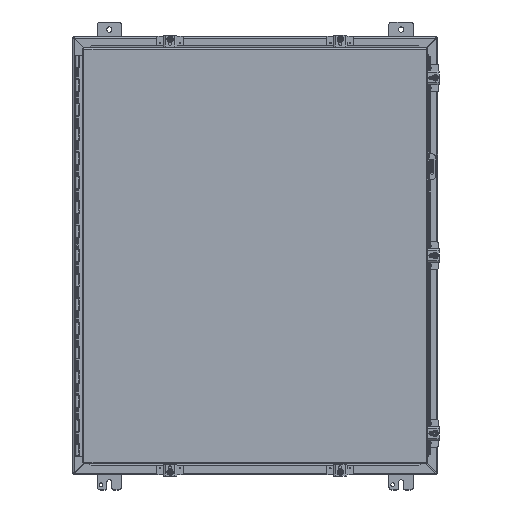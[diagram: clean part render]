
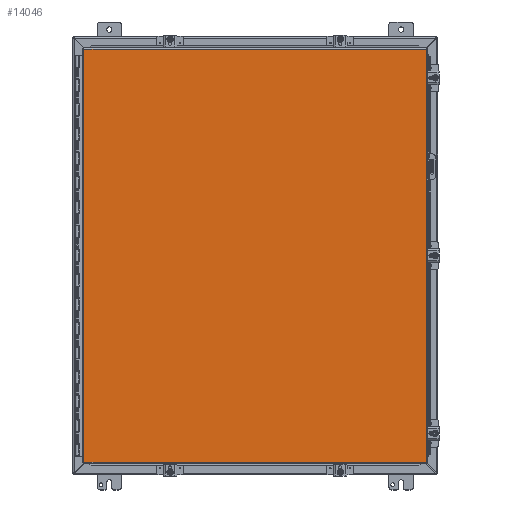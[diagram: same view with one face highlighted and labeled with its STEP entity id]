
A CAD part, top view. The second image highlights one B-rep face of the part: STEP entity #14046.
In plain terms, the highlighted face is planar.
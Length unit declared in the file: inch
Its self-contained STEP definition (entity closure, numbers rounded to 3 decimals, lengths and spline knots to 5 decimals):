
#1517=FACE_OUTER_BOUND('',#2293,.T.);
#2293=EDGE_LOOP('',(#10233,#10234,#10235,#10236));
#3290=LINE('',#21717,#4657);
#3296=LINE('',#21838,#4663);
#3306=LINE('',#21991,#4673);
#3309=LINE('',#22024,#4676);
#4657=VECTOR('',#17018,28.1645);
#4663=VECTOR('',#17032,28.1645);
#4673=VECTOR('',#17054,33.977);
#4676=VECTOR('',#17063,33.977);
#5948=VERTEX_POINT('',#21708);
#5949=VERTEX_POINT('',#21716);
#5952=VERTEX_POINT('',#21786);
#5953=VERTEX_POINT('',#21830);
#7506=EDGE_CURVE('',#5949,#5948,#3290,.T.);
#7519=EDGE_CURVE('',#5952,#5953,#3296,.T.);
#7536=EDGE_CURVE('',#5948,#5952,#3306,.T.);
#7540=EDGE_CURVE('',#5953,#5949,#3309,.T.);
#10233=ORIENTED_EDGE('',*,*,#7536,.T.);
#10234=ORIENTED_EDGE('',*,*,#7519,.T.);
#10235=ORIENTED_EDGE('',*,*,#7540,.T.);
#10236=ORIENTED_EDGE('',*,*,#7506,.T.);
#12906=PLANE('',#14910);
#14046=ADVANCED_FACE('',(#1517),#12906,.F.);
#14910=AXIS2_PLACEMENT_3D('',#22104,#17077,#17078);
#17018=DIRECTION('',(-1.,0.,0.));
#17032=DIRECTION('',(1.,0.,0.));
#17054=DIRECTION('',(0.,1.,0.));
#17063=DIRECTION('',(0.,-1.,0.));
#17077=DIRECTION('center_axis',(0.,0.,1.));
#17078=DIRECTION('ref_axis',(1.,0.,0.));
#21708=CARTESIAN_POINT('',(-14.08225,-16.9885,0.));
#21716=CARTESIAN_POINT('',(14.08225,-16.9885,0.));
#21717=CARTESIAN_POINT('',(7.04113,-16.9885,0.));
#21786=CARTESIAN_POINT('',(-14.08225,16.9885,0.));
#21830=CARTESIAN_POINT('',(14.08225,16.9885,0.));
#21838=CARTESIAN_POINT('',(-7.09375,16.9885,0.));
#21991=CARTESIAN_POINT('',(-14.08225,-8.49425,0.));
#22024=CARTESIAN_POINT('',(14.08225,8.49425,0.));
#22104=CARTESIAN_POINT('Origin',(0.,0.,
0.));
